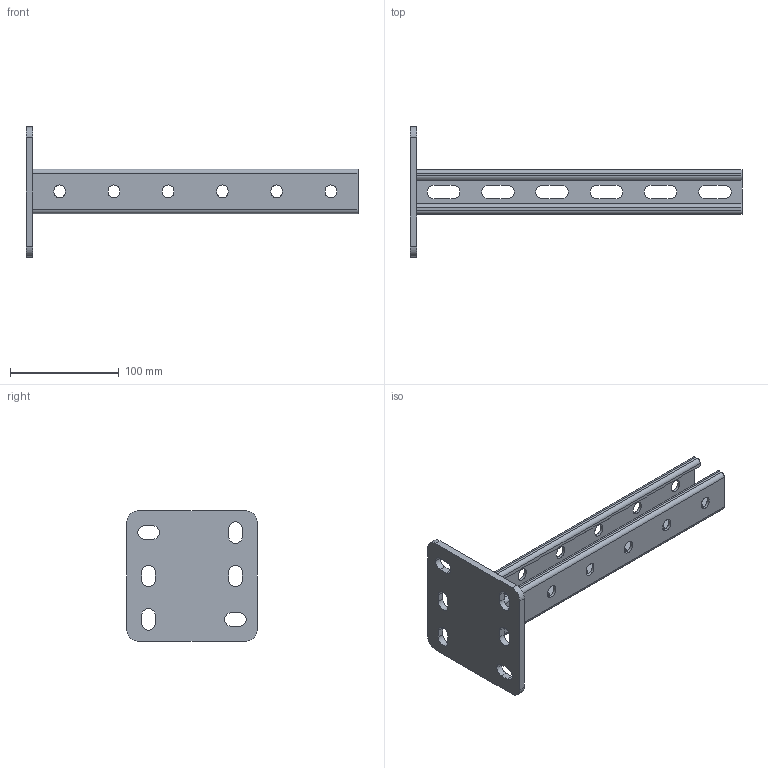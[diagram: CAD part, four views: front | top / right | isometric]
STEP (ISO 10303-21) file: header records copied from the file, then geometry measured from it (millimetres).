
FILE_DESCRIPTION (( 'STEP AP203' ), '1' );
FILE_NAME ('Êðîíøòåéí ïîòîëî÷íûé îäèíàðíûé_h41-300.step', '2022-01-27T08:24:22', ( '' ), ( '' ), 'SwSTEP 2.0', 'SolidWorks 2017', '' );
FILE_SCHEMA (( 'CONFIG_CONTROL_DESIGN' ));
Length unit declared in the file: millimetre
Products named in the file (3): STRUT-镳铘桦黖h41-300; Ïÿòêà ïîòîëî÷êàÿ; Êðîíøòåéí ïîòîëî÷íûé îäèíàðíûé_h41-300
Assembly tree (2 placements, depth 2):
  Êðîíøòåéí ïîòîëî÷íûé îäèíàðíûé_h41-300
    Ïÿòêà ïîòîëî÷êàÿ
    STRUT-镳铘桦黖h41-300
Bounding box: 306 x 120 x 120 mm (x, y, z)
Volume: 170455.5 mm3; surface area: 109138.8 mm2
Topology: 2 solids, 2 shells, 640 faces, 1860 edges, 1224 vertices
Faces by surface type: plane 574, cylinder 66
Entity records: 21133 total; most frequent: CARTESIAN_POINT 3729, ORIENTED_EDGE 3720, DIRECTION 3282, EDGE_CURVE 1860, VECTOR 1728, LINE 1728, VERTEX_POINT 1224, AXIS2_PLACEMENT_3D 777
